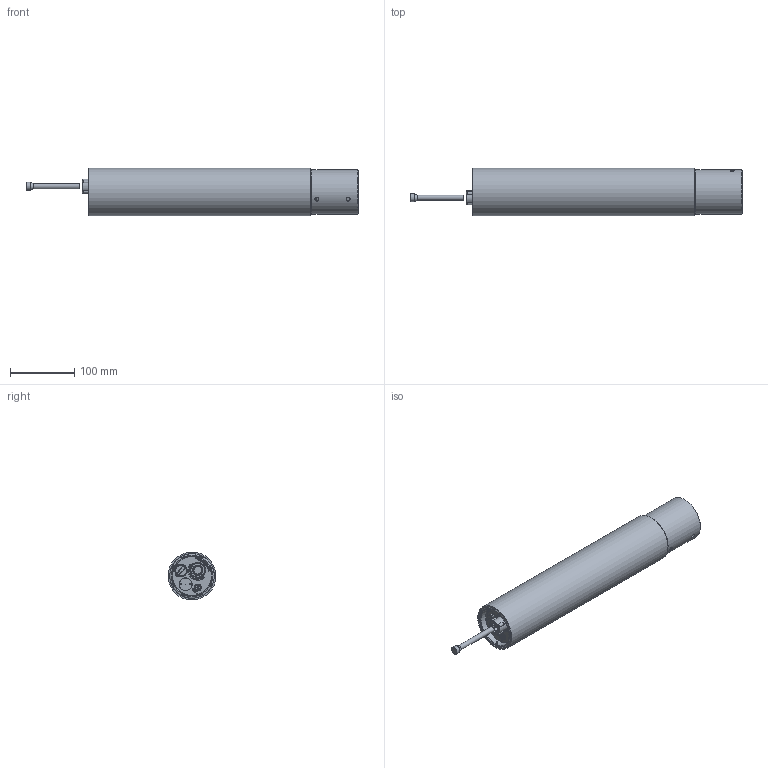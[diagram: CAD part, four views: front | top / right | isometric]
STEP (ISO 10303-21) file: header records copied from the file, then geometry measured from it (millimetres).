
FILE_DESCRIPTION(/* description */ ('8370-000-1111 - WSM6+ assembly 1km MF OMNI - REDESIGN -'),/* implementation_level */ '2;1');
FILE_NAME(/* name */ '8370-000-1111 - WSM6+ assembly 1km MF OMNI issue A5.stp',/* time_stamp */ '2020-02-26T09:01:38+00:00',/* author */ ('jmb'),/* organization */ (''),/* preprocessor_version */ 'ST-DEVELOPER v18',/* originating_system */ 'Autodesk Inventor 2020',/* authorisation */ '');
FILE_SCHEMA (('AUTOMOTIVE_DESIGN { 1 0 10303 214 3 1 1 }'));
Length unit declared in the file: millimetre
Products named in the file (2): 8370-1111; 8370-001-1111 - WSM6+ 1km MF OMNI nolabel
Assembly tree (1 placements, depth 2):
  8370-1111
    8370-001-1111 - WSM6+ 1km MF OMNI nolabel
Bounding box: 518.09 x 74.73 x 74.73 mm (x, y, z)
Volume: 1691386.2 mm3; surface area: 151357.3 mm2
Topology: 1 solids, 1 shells, 802 faces, 2109 edges, 1401 vertices
Faces by surface type: plane 466, bspline 150, cylinder 95, torus 48, cone 43
Full cylindrical faces by diameter (mm): 1 x1, 2 x3, 2.85 x1, 3 x2, 6.35 x3, 7.87 x1, 7.98 x1, 8 x1, 8.382 x1, 8.566 x1, 8.89 x1, 9.9 x1, 10 x1, 11 x1, 12 x1, 14.5 x2, 16.2 x2, 17 x1, 17.5 x1, 17.526 x1, 18.796 x1, 19 x1, 19.5 x1, 22.35 x1, 22.8 x1, 35.56 x1, 36.068 x1, 61.33 x1, 62.23 x1, 63.5 x1
Entity records: 28164 total; most frequent: CARTESIAN_POINT 7991, ORIENTED_EDGE 4218, DIRECTION 3494, EDGE_CURVE 2109, VERTEX_POINT 1402, LINE 1342, VECTOR 1342, AXIS2_PLACEMENT_3D 1076
